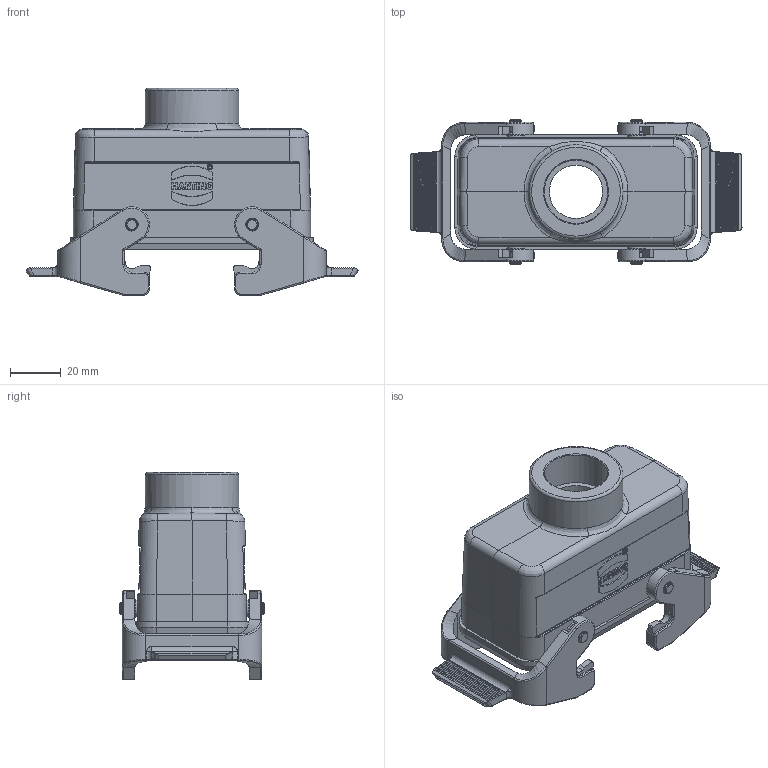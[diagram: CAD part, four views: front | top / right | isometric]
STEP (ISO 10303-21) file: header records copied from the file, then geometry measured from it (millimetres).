
FILE_DESCRIPTION(/* description */ (''),/* implementation_level */ '2;1');
FILE_NAME(/* name */ '100094865ugm000_c.stp',/* time_stamp */ '2017-11-03T15:17:12+01:00',/* author */ (''),/* organization */ (''),/* preprocessor_version */ 'ST-DEVELOPER v16',/* originating_system */ 'SIEMENS PLM Software NX 10.0',/* authorisation */ '');
FILE_SCHEMA (('AUTOMOTIVE_DESIGN { 1 0 10303 214 3 1 1 1 }'));
Length unit declared in the file: millimetre
Products named in the file (1): 100094865ugm000_c
Bounding box: 130.9 x 57 x 81.7 mm (x, y, z)
Volume: 78282 mm3; surface area: 47877.7 mm2
Topology: 3 solids, 3 shells, 1054 faces, 3221 edges, 2760 vertices
Faces by surface type: plane 620, cylinder 219, bspline 158, cone 39, torus 18
Full cylindrical faces by diameter (mm): 2.05 x4, 3 x4, 4 x4, 4.8 x4, 5.1 x4, 7 x4, 21 x1, 25 x1, 37 x1
Entity records: 44361 total; most frequent: CARTESIAN_POINT 13317, ORIENTED_EDGE 5174, DIRECTION 4806, EDGE_CURVE 2587, LINE 1878, VECTOR 1878, VERTEX_POINT 1677, AXIS2_PLACEMENT_3D 1464
